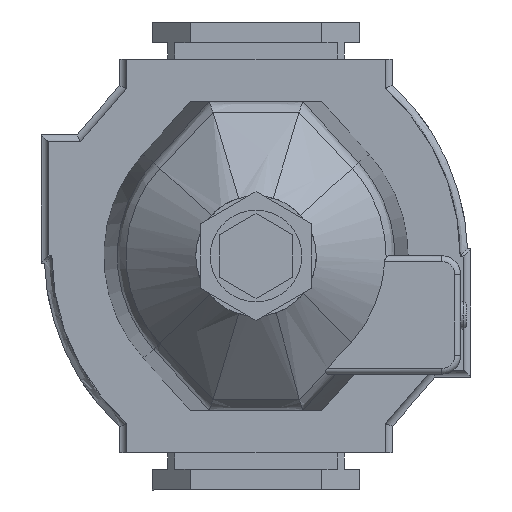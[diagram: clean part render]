
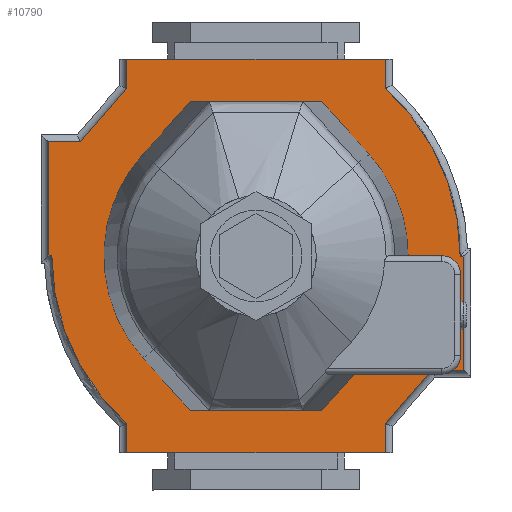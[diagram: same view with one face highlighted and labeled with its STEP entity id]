
A CAD part, front view. The second image highlights one B-rep face of the part: STEP entity #10790.
In plain terms, the highlighted face is planar.
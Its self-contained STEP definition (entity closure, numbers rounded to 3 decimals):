
#22 = EDGE_LOOP ( 'NONE', ( #5601, #10109, #168, #10186, #2795, #2929, #12521, #10762, #2624, #6286, #344, #12000, #4171, #9309, #7810, #10453 ) ) ;
#28 = LINE ( 'NONE', #4229, #10290 ) ;
#168 = ORIENTED_EDGE ( 'NONE', *, *, #3943, .F. ) ;
#233 = VECTOR ( 'NONE', #660, 1000. ) ;
#275 = EDGE_CURVE ( 'NONE', #11694, #3104, #3871, .T. ) ;
#299 = VERTEX_POINT ( 'NONE', #5897 ) ;
#344 = ORIENTED_EDGE ( 'NONE', *, *, #1922, .F. ) ;
#374 = VECTOR ( 'NONE', #12384, 1000. ) ;
#421 = VERTEX_POINT ( 'NONE', #10943 ) ;
#550 = LINE ( 'NONE', #1688, #233 ) ;
#565 = EDGE_CURVE ( 'NONE', #3104, #12250, #28, .T. ) ;
#633 = CARTESIAN_POINT ( 'NONE',  ( 0., 0., -34.9 ) ) ;
#660 = DIRECTION ( 'NONE',  ( 0., 0., 1. ) ) ;
#684 = EDGE_CURVE ( 'NONE', #12291, #2002, #7226, .T. ) ;
#1002 = EDGE_CURVE ( 'NONE', #12250, #3140, #2156, .T. ) ;
#1066 = DIRECTION ( 'NONE',  ( 0., 0., 1. ) ) ;
#1246 = DIRECTION ( 'NONE',  ( 0., 0., 1. ) ) ;
#1688 = CARTESIAN_POINT ( 'NONE',  ( 0., 0., 34.9 ) ) ;
#1698 = VECTOR ( 'NONE', #2266, 1000. ) ;
#1702 = CARTESIAN_POINT ( 'NONE',  ( -19.5, 0., 35.5 ) ) ;
#1922 = EDGE_CURVE ( 'NONE', #299, #10764, #11371, .T. ) ;
#1942 = VERTEX_POINT ( 'NONE', #9818 ) ;
#2002 = VERTEX_POINT ( 'NONE', #7920 ) ;
#2144 = DIRECTION ( 'NONE',  ( 0., 0., -1. ) ) ;
#2156 = LINE ( 'NONE', #3323, #1698 ) ;
#2170 = VECTOR ( 'NONE', #6217, 1000. ) ;
#2215 = VECTOR ( 'NONE', #9932, 1000. ) ;
#2266 = DIRECTION ( 'NONE',  ( 0., 0., -1. ) ) ;
#2624 = ORIENTED_EDGE ( 'NONE', *, *, #11338, .F. ) ;
#2720 = CARTESIAN_POINT ( 'NONE',  ( 19.5, 0., -30. ) ) ;
#2757 = VECTOR ( 'NONE', #6491, 1000. ) ;
#2795 = ORIENTED_EDGE ( 'NONE', *, *, #565, .F. ) ;
#2910 = CARTESIAN_POINT ( 'NONE',  ( -19.5, 0., 30. ) ) ;
#2929 = ORIENTED_EDGE ( 'NONE', *, *, #275, .F. ) ;
#3000 = LINE ( 'NONE', #12091, #8039 ) ;
#3104 = VERTEX_POINT ( 'NONE', #3861 ) ;
#3140 = VERTEX_POINT ( 'NONE', #4937 ) ;
#3201 = EDGE_CURVE ( 'NONE', #6002, #299, #4006, .T. ) ;
#3323 = CARTESIAN_POINT ( 'NONE',  ( -33.65, 0., 22.1 ) ) ;
#3827 = PLANE ( 'NONE',  #4805 ) ;
#3861 = CARTESIAN_POINT ( 'NONE',  ( -28.65, 0., 22.1 ) ) ;
#3871 = LINE ( 'NONE', #2910, #4177 ) ;
#3884 = AXIS2_PLACEMENT_3D ( 'NONE', #7876, #7021, #2144 ) ;
#3943 = EDGE_CURVE ( 'NONE', #3140, #3981, #8876, .T. ) ;
#3981 = VERTEX_POINT ( 'NONE', #12740 ) ;
#4006 = LINE ( 'NONE', #9851, #9354 ) ;
#4171 = ORIENTED_EDGE ( 'NONE', *, *, #6717, .F. ) ;
#4177 = VECTOR ( 'NONE', #6921, 1000. ) ;
#4229 = CARTESIAN_POINT ( 'NONE',  ( -28.65, 0., 22.1 ) ) ;
#4290 = VECTOR ( 'NONE', #10309, 1000. ) ;
#4352 = CARTESIAN_POINT ( 'NONE',  ( 0., 0., -35.5 ) ) ;
#4682 = LINE ( 'NONE', #6146, #2215 ) ;
#4779 = EDGE_CURVE ( 'NONE', #3981, #7539, #6216, .T. ) ;
#4805 = AXIS2_PLACEMENT_3D ( 'NONE', #11540, #10591, #11586 ) ;
#4937 = CARTESIAN_POINT ( 'NONE',  ( -33.65, 0., -22.1 ) ) ;
#5032 = CARTESIAN_POINT ( 'NONE',  ( 0., 0., -35.5 ) ) ;
#5085 = DIRECTION ( 'NONE',  ( 0., 0., 1. ) ) ;
#5215 = CARTESIAN_POINT ( 'NONE',  ( 0., 0., 3.5 ) ) ;
#5322 = CARTESIAN_POINT ( 'NONE',  ( 0., 0., -34.9 ) ) ;
#5601 = ORIENTED_EDGE ( 'NONE', *, *, #9949, .F. ) ;
#5708 = CARTESIAN_POINT ( 'NONE',  ( -33.65, 0., -22.1 ) ) ;
#5717 = VERTEX_POINT ( 'NONE', #2720 ) ;
#5897 = CARTESIAN_POINT ( 'NONE',  ( 33.65, 0., 22.1 ) ) ;
#5906 = VERTEX_POINT ( 'NONE', #11052 ) ;
#6002 = VERTEX_POINT ( 'NONE', #6894 ) ;
#6073 = CARTESIAN_POINT ( 'NONE',  ( 28.65, 0., -22.1 ) ) ;
#6146 = CARTESIAN_POINT ( 'NONE',  ( 19.5, 0., -30. ) ) ;
#6216 = CIRCLE ( 'NONE', #7188, 38.4 ) ;
#6217 = DIRECTION ( 'NONE',  ( 1., 0., 0. ) ) ;
#6286 = ORIENTED_EDGE ( 'NONE', *, *, #7801, .F. ) ;
#6491 = DIRECTION ( 'NONE',  ( 0., 0., -1. ) ) ;
#6586 = VECTOR ( 'NONE', #5085, 1000. ) ;
#6629 = VERTEX_POINT ( 'NONE', #6073 ) ;
#6717 = EDGE_CURVE ( 'NONE', #6629, #6002, #3000, .T. ) ;
#6822 = EDGE_CURVE ( 'NONE', #5717, #6629, #4682, .T. ) ;
#6894 = CARTESIAN_POINT ( 'NONE',  ( 33.65, 0., -22.1 ) ) ;
#6921 = DIRECTION ( 'NONE',  ( -0.757, 0., -0.654 ) ) ;
#7021 = DIRECTION ( 'NONE',  ( 0., -1., 0. ) ) ;
#7085 = EDGE_CURVE ( 'NONE', #1942, #11694, #7409, .T. ) ;
#7188 = AXIS2_PLACEMENT_3D ( 'NONE', #5215, #9975, #1246 ) ;
#7226 = LINE ( 'NONE', #4352, #2170 ) ;
#7292 = FACE_OUTER_BOUND ( 'NONE', #22, .T. ) ;
#7409 = LINE ( 'NONE', #1702, #374 ) ;
#7539 = VERTEX_POINT ( 'NONE', #5322 ) ;
#7632 = CIRCLE ( 'NONE', #3884, 38.4 ) ;
#7801 = EDGE_CURVE ( 'NONE', #10764, #421, #7632, .T. ) ;
#7810 = ORIENTED_EDGE ( 'NONE', *, *, #9069, .F. ) ;
#7876 = CARTESIAN_POINT ( 'NONE',  ( 0., 0., -3.5 ) ) ;
#7891 = CARTESIAN_POINT ( 'NONE',  ( -33.65, 0., 22.1 ) ) ;
#7920 = CARTESIAN_POINT ( 'NONE',  ( 19.5, 0., -35.5 ) ) ;
#8039 = VECTOR ( 'NONE', #8385, 1000. ) ;
#8385 = DIRECTION ( 'NONE',  ( 1., 0., 0. ) ) ;
#8570 = VECTOR ( 'NONE', #12582, 1000. ) ;
#8712 = CARTESIAN_POINT ( 'NONE',  ( 33.65, 0., 22.1 ) ) ;
#8739 = CARTESIAN_POINT ( 'NONE',  ( -19.5, 0., 30. ) ) ;
#8876 = LINE ( 'NONE', #5708, #8570 ) ;
#9069 = EDGE_CURVE ( 'NONE', #2002, #5717, #9186, .T. ) ;
#9186 = LINE ( 'NONE', #10044, #6586 ) ;
#9309 = ORIENTED_EDGE ( 'NONE', *, *, #6822, .F. ) ;
#9354 = VECTOR ( 'NONE', #1066, 1000. ) ;
#9818 = CARTESIAN_POINT ( 'NONE',  ( -19.5, 0., 35.5 ) ) ;
#9851 = CARTESIAN_POINT ( 'NONE',  ( 33.65, 0., -22.1 ) ) ;
#9856 = EDGE_CURVE ( 'NONE', #5906, #1942, #11954, .T. ) ;
#9932 = DIRECTION ( 'NONE',  ( 0.757, 0., 0.654 ) ) ;
#9949 = EDGE_CURVE ( 'NONE', #7539, #12291, #11181, .T. ) ;
#9975 = DIRECTION ( 'NONE',  ( 0., -1., 0. ) ) ;
#10044 = CARTESIAN_POINT ( 'NONE',  ( 19.5, 0., -35.5 ) ) ;
#10109 = ORIENTED_EDGE ( 'NONE', *, *, #4779, .F. ) ;
#10186 = ORIENTED_EDGE ( 'NONE', *, *, #1002, .F. ) ;
#10250 = VECTOR ( 'NONE', #11672, 1000. ) ;
#10290 = VECTOR ( 'NONE', #12156, 1000. ) ;
#10309 = DIRECTION ( 'NONE',  ( -1., 0., 0. ) ) ;
#10453 = ORIENTED_EDGE ( 'NONE', *, *, #684, .F. ) ;
#10591 = DIRECTION ( 'NONE',  ( 0., 1., 0. ) ) ;
#10762 = ORIENTED_EDGE ( 'NONE', *, *, #9856, .F. ) ;
#10764 = VERTEX_POINT ( 'NONE', #12535 ) ;
#10790 = ADVANCED_FACE ( 'NONE', ( #7292 ), #3827, .T. ) ;
#10943 = CARTESIAN_POINT ( 'NONE',  ( 0., 0., 34.9 ) ) ;
#11052 = CARTESIAN_POINT ( 'NONE',  ( 0., 0., 35.5 ) ) ;
#11181 = LINE ( 'NONE', #633, #2757 ) ;
#11338 = EDGE_CURVE ( 'NONE', #421, #5906, #550, .T. ) ;
#11371 = LINE ( 'NONE', #8712, #10250 ) ;
#11540 = CARTESIAN_POINT ( 'NONE',  ( 0., 0., 0. ) ) ;
#11586 = DIRECTION ( 'NONE',  ( 0., 0., 1. ) ) ;
#11672 = DIRECTION ( 'NONE',  ( -1., 0., 0. ) ) ;
#11694 = VERTEX_POINT ( 'NONE', #8739 ) ;
#11954 = LINE ( 'NONE', #12170, #4290 ) ;
#12000 = ORIENTED_EDGE ( 'NONE', *, *, #3201, .F. ) ;
#12091 = CARTESIAN_POINT ( 'NONE',  ( 28.65, 0., -22.1 ) ) ;
#12156 = DIRECTION ( 'NONE',  ( -1., 0., 0. ) ) ;
#12170 = CARTESIAN_POINT ( 'NONE',  ( 0., 0., 35.5 ) ) ;
#12250 = VERTEX_POINT ( 'NONE', #7891 ) ;
#12291 = VERTEX_POINT ( 'NONE', #5032 ) ;
#12384 = DIRECTION ( 'NONE',  ( 0., 0., -1. ) ) ;
#12521 = ORIENTED_EDGE ( 'NONE', *, *, #7085, .F. ) ;
#12535 = CARTESIAN_POINT ( 'NONE',  ( 28.622, 0., 22.1 ) ) ;
#12582 = DIRECTION ( 'NONE',  ( 1., 0., 0. ) ) ;
#12740 = CARTESIAN_POINT ( 'NONE',  ( -28.622, 0., -22.1 ) ) ;
